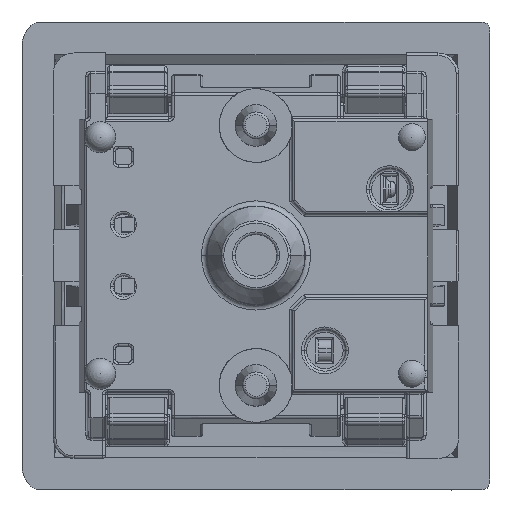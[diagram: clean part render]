
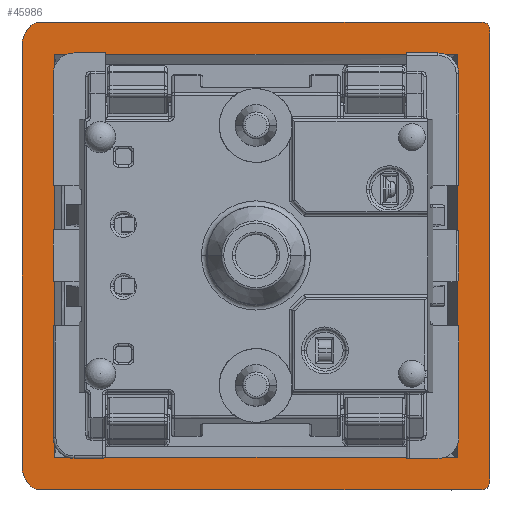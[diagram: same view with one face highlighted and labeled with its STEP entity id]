
A CAD part, top view. The second image highlights one B-rep face of the part: STEP entity #45986.
In plain terms, the highlighted face is planar.
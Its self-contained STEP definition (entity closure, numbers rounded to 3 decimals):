
#45986 = ADVANCED_FACE('',(#45987,#46111),#46145,.F.);
#45987 = FACE_BOUND('',#45988,.T.);
#45988 = EDGE_LOOP('',(#45989,#45999,#46008,#46017,#46026,#46034,#46043,
    #46052,#46060,#46069,#46078,#46086,#46095,#46104));
#45989 = ORIENTED_EDGE('',*,*,#45990,.T.);
#45990 = EDGE_CURVE('',#45991,#45993,#45995,.T.);
#45991 = VERTEX_POINT('',#45992);
#45992 = CARTESIAN_POINT('',(-9.,-8.163,-1.));
#45993 = VERTEX_POINT('',#45994);
#45994 = CARTESIAN_POINT('',(-9.,8.163,-1.));
#45995 = LINE('',#45996,#45997);
#45996 = CARTESIAN_POINT('',(-9.,-9.,-1.));
#45997 = VECTOR('',#45998,1.);
#45998 = DIRECTION('',(0.,1.,0.));
#45999 = ORIENTED_EDGE('',*,*,#46000,.T.);
#46000 = EDGE_CURVE('',#45993,#46001,#46003,.T.);
#46001 = VERTEX_POINT('',#46002);
#46002 = CARTESIAN_POINT('',(-8.957,8.392,-1.));
#46003 = B_SPLINE_CURVE_WITH_KNOTS('',3,(#46004,#46005,#46006,#46007),
  .UNSPECIFIED.,.F.,.F.,(4,4),(0.,0.),
  .PIECEWISE_BEZIER_KNOTS.);
#46004 = CARTESIAN_POINT('',(-9.,8.163,-1.));
#46005 = CARTESIAN_POINT('',(-9.,8.242,-1.));
#46006 = CARTESIAN_POINT('',(-8.986,8.318,-1.));
#46007 = CARTESIAN_POINT('',(-8.957,8.392,-1.));
#46008 = ORIENTED_EDGE('',*,*,#46009,.T.);
#46009 = EDGE_CURVE('',#46001,#46010,#46012,.T.);
#46010 = VERTEX_POINT('',#46011);
#46011 = CARTESIAN_POINT('',(-8.717,8.804,-1.));
#46012 = B_SPLINE_CURVE_WITH_KNOTS('',3,(#46013,#46014,#46015,#46016),
  .UNSPECIFIED.,.F.,.F.,(4,4),(0.,0.001),
  .PIECEWISE_BEZIER_KNOTS.);
#46013 = CARTESIAN_POINT('',(-8.957,8.392,-1.));
#46014 = CARTESIAN_POINT('',(-8.899,8.54,-1.));
#46015 = CARTESIAN_POINT('',(-8.819,8.68,-1.));
#46016 = CARTESIAN_POINT('',(-8.717,8.804,-1.));
#46017 = ORIENTED_EDGE('',*,*,#46018,.T.);
#46018 = EDGE_CURVE('',#46010,#46019,#46021,.T.);
#46019 = VERTEX_POINT('',#46020);
#46020 = CARTESIAN_POINT('',(-8.295,9.,-1.));
#46021 = B_SPLINE_CURVE_WITH_KNOTS('',3,(#46022,#46023,#46024,#46025),
  .UNSPECIFIED.,.F.,.F.,(4,4),(0.,0.),
  .PIECEWISE_BEZIER_KNOTS.);
#46022 = CARTESIAN_POINT('',(-8.717,8.804,
    -1.));
#46023 = CARTESIAN_POINT('',(-8.616,8.93,
    -1.));
#46024 = CARTESIAN_POINT('',(-8.457,9.,-1.));
#46025 = CARTESIAN_POINT('',(-8.295,9.,-1.));
#46026 = ORIENTED_EDGE('',*,*,#46027,.T.);
#46027 = EDGE_CURVE('',#46019,#46028,#46030,.T.);
#46028 = VERTEX_POINT('',#46029);
#46029 = CARTESIAN_POINT('',(8.589,9.,-1.));
#46030 = LINE('',#46031,#46032);
#46031 = CARTESIAN_POINT('',(-9.,9.,-1.));
#46032 = VECTOR('',#46033,1.);
#46033 = DIRECTION('',(1.,0.,0.));
#46034 = ORIENTED_EDGE('',*,*,#46035,.T.);
#46035 = EDGE_CURVE('',#46028,#46036,#46038,.T.);
#46036 = VERTEX_POINT('',#46037);
#46037 = CARTESIAN_POINT('',(8.89,8.934,-1.));
#46038 = B_SPLINE_CURVE_WITH_KNOTS('',3,(#46039,#46040,#46041,#46042),
  .UNSPECIFIED.,.F.,.F.,(4,4),(0.,0.),
  .PIECEWISE_BEZIER_KNOTS.);
#46039 = CARTESIAN_POINT('',(8.589,9.,-1.));
#46040 = CARTESIAN_POINT('',(8.693,9.,-1.));
#46041 = CARTESIAN_POINT('',(8.796,8.979,-1.));
#46042 = CARTESIAN_POINT('',(8.89,8.934,-1.));
#46043 = ORIENTED_EDGE('',*,*,#46044,.T.);
#46044 = EDGE_CURVE('',#46036,#46045,#46047,.T.);
#46045 = VERTEX_POINT('',#46046);
#46046 = CARTESIAN_POINT('',(9.,8.575,-1.));
#46047 = B_SPLINE_CURVE_WITH_KNOTS('',3,(#46048,#46049,#46050,#46051),
  .UNSPECIFIED.,.F.,.F.,(4,4),(0.,0.),
  .PIECEWISE_BEZIER_KNOTS.);
#46048 = CARTESIAN_POINT('',(8.89,8.934,-1.));
#46049 = CARTESIAN_POINT('',(8.963,8.831,-1.));
#46050 = CARTESIAN_POINT('',(9.,8.703,-1.));
#46051 = CARTESIAN_POINT('',(9.,8.575,-1.));
#46052 = ORIENTED_EDGE('',*,*,#46053,.F.);
#46053 = EDGE_CURVE('',#46054,#46045,#46056,.T.);
#46054 = VERTEX_POINT('',#46055);
#46055 = CARTESIAN_POINT('',(9.,-8.575,-1.));
#46056 = LINE('',#46057,#46058);
#46057 = CARTESIAN_POINT('',(9.,-9.,-1.));
#46058 = VECTOR('',#46059,1.);
#46059 = DIRECTION('',(0.,1.,0.));
#46060 = ORIENTED_EDGE('',*,*,#46061,.T.);
#46061 = EDGE_CURVE('',#46054,#46062,#46064,.T.);
#46062 = VERTEX_POINT('',#46063);
#46063 = CARTESIAN_POINT('',(8.89,-8.934,-1.));
#46064 = B_SPLINE_CURVE_WITH_KNOTS('',3,(#46065,#46066,#46067,#46068),
  .UNSPECIFIED.,.F.,.F.,(4,4),(0.,0.),
  .PIECEWISE_BEZIER_KNOTS.);
#46065 = CARTESIAN_POINT('',(9.,-8.575,-1.));
#46066 = CARTESIAN_POINT('',(9.,-8.704,-1.));
#46067 = CARTESIAN_POINT('',(8.963,-8.83,-1.));
#46068 = CARTESIAN_POINT('',(8.89,-8.934,-1.));
#46069 = ORIENTED_EDGE('',*,*,#46070,.T.);
#46070 = EDGE_CURVE('',#46062,#46071,#46073,.T.);
#46071 = VERTEX_POINT('',#46072);
#46072 = CARTESIAN_POINT('',(8.589,-9.,-1.));
#46073 = B_SPLINE_CURVE_WITH_KNOTS('',3,(#46074,#46075,#46076,#46077),
  .UNSPECIFIED.,.F.,.F.,(4,4),(0.,0.),
  .PIECEWISE_BEZIER_KNOTS.);
#46074 = CARTESIAN_POINT('',(8.89,-8.934,-1.));
#46075 = CARTESIAN_POINT('',(8.797,-8.978,-1.));
#46076 = CARTESIAN_POINT('',(8.693,-9.,-1.));
#46077 = CARTESIAN_POINT('',(8.589,-9.,-1.));
#46078 = ORIENTED_EDGE('',*,*,#46079,.F.);
#46079 = EDGE_CURVE('',#46080,#46071,#46082,.T.);
#46080 = VERTEX_POINT('',#46081);
#46081 = CARTESIAN_POINT('',(-8.295,-9.,-1.));
#46082 = LINE('',#46083,#46084);
#46083 = CARTESIAN_POINT('',(-9.,-9.,-1.));
#46084 = VECTOR('',#46085,1.);
#46085 = DIRECTION('',(1.,0.,0.));
#46086 = ORIENTED_EDGE('',*,*,#46087,.T.);
#46087 = EDGE_CURVE('',#46080,#46088,#46090,.T.);
#46088 = VERTEX_POINT('',#46089);
#46089 = CARTESIAN_POINT('',(-8.717,-8.804,-1.));
#46090 = B_SPLINE_CURVE_WITH_KNOTS('',3,(#46091,#46092,#46093,#46094),
  .UNSPECIFIED.,.F.,.F.,(4,4),(0.,0.),
  .PIECEWISE_BEZIER_KNOTS.);
#46091 = CARTESIAN_POINT('',(-8.295,-9.,-1.));
#46092 = CARTESIAN_POINT('',(-8.457,-9.,-1.));
#46093 = CARTESIAN_POINT('',(-8.616,-8.93,-1.));
#46094 = CARTESIAN_POINT('',(-8.717,-8.804,-1.));
#46095 = ORIENTED_EDGE('',*,*,#46096,.T.);
#46096 = EDGE_CURVE('',#46088,#46097,#46099,.T.);
#46097 = VERTEX_POINT('',#46098);
#46098 = CARTESIAN_POINT('',(-8.957,-8.392,-1.));
#46099 = B_SPLINE_CURVE_WITH_KNOTS('',3,(#46100,#46101,#46102,#46103),
  .UNSPECIFIED.,.F.,.F.,(4,4),(0.,0.001),
  .PIECEWISE_BEZIER_KNOTS.);
#46100 = CARTESIAN_POINT('',(-8.717,-8.804,-1.));
#46101 = CARTESIAN_POINT('',(-8.817,-8.681,-1.));
#46102 = CARTESIAN_POINT('',(-8.899,-8.541,-1.));
#46103 = CARTESIAN_POINT('',(-8.957,-8.392,-1.));
#46104 = ORIENTED_EDGE('',*,*,#46105,.T.);
#46105 = EDGE_CURVE('',#46097,#45991,#46106,.T.);
#46106 = B_SPLINE_CURVE_WITH_KNOTS('',3,(#46107,#46108,#46109,#46110),
  .UNSPECIFIED.,.F.,.F.,(4,4),(0.,0.),
  .PIECEWISE_BEZIER_KNOTS.);
#46107 = CARTESIAN_POINT('',(-8.957,-8.392,-1.));
#46108 = CARTESIAN_POINT('',(-8.986,-8.319,-1.));
#46109 = CARTESIAN_POINT('',(-9.,-8.242,-1.));
#46110 = CARTESIAN_POINT('',(-9.,-8.163,-1.));
#46111 = FACE_BOUND('',#46112,.T.);
#46112 = EDGE_LOOP('',(#46113,#46123,#46131,#46139));
#46113 = ORIENTED_EDGE('',*,*,#46114,.F.);
#46114 = EDGE_CURVE('',#46115,#46117,#46119,.T.);
#46115 = VERTEX_POINT('',#46116);
#46116 = CARTESIAN_POINT('',(-7.75,7.75,-1.));
#46117 = VERTEX_POINT('',#46118);
#46118 = CARTESIAN_POINT('',(7.75,7.75,-1.));
#46119 = LINE('',#46120,#46121);
#46120 = CARTESIAN_POINT('',(-9.,7.75,-1.));
#46121 = VECTOR('',#46122,1.);
#46122 = DIRECTION('',(1.,0.,0.));
#46123 = ORIENTED_EDGE('',*,*,#46124,.F.);
#46124 = EDGE_CURVE('',#46125,#46115,#46127,.T.);
#46125 = VERTEX_POINT('',#46126);
#46126 = CARTESIAN_POINT('',(-7.75,-7.75,-1.));
#46127 = LINE('',#46128,#46129);
#46128 = CARTESIAN_POINT('',(-7.75,-9.,-1.));
#46129 = VECTOR('',#46130,1.);
#46130 = DIRECTION('',(0.,1.,0.));
#46131 = ORIENTED_EDGE('',*,*,#46132,.T.);
#46132 = EDGE_CURVE('',#46125,#46133,#46135,.T.);
#46133 = VERTEX_POINT('',#46134);
#46134 = CARTESIAN_POINT('',(7.75,-7.75,-1.));
#46135 = LINE('',#46136,#46137);
#46136 = CARTESIAN_POINT('',(-9.,-7.75,-1.));
#46137 = VECTOR('',#46138,1.);
#46138 = DIRECTION('',(1.,0.,0.));
#46139 = ORIENTED_EDGE('',*,*,#46140,.T.);
#46140 = EDGE_CURVE('',#46133,#46117,#46141,.T.);
#46141 = LINE('',#46142,#46143);
#46142 = CARTESIAN_POINT('',(7.75,-9.,-1.));
#46143 = VECTOR('',#46144,1.);
#46144 = DIRECTION('',(0.,1.,0.));
#46145 = PLANE('',#46146);
#46146 = AXIS2_PLACEMENT_3D('',#46147,#46148,#46149);
#46147 = CARTESIAN_POINT('',(-9.,-9.,-1.));
#46148 = DIRECTION('',(0.,0.,1.));
#46149 = DIRECTION('',(0.,-1.,0.));
